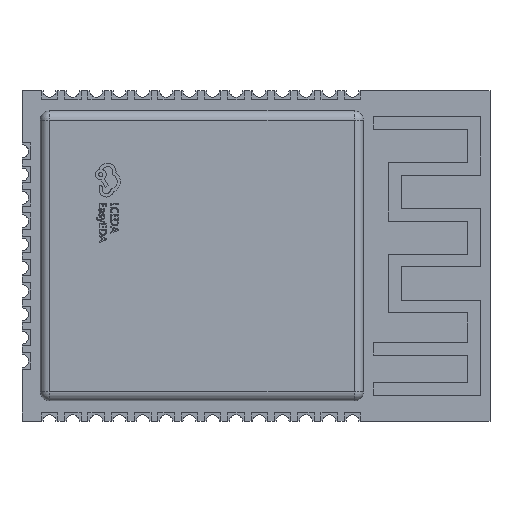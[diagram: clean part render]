
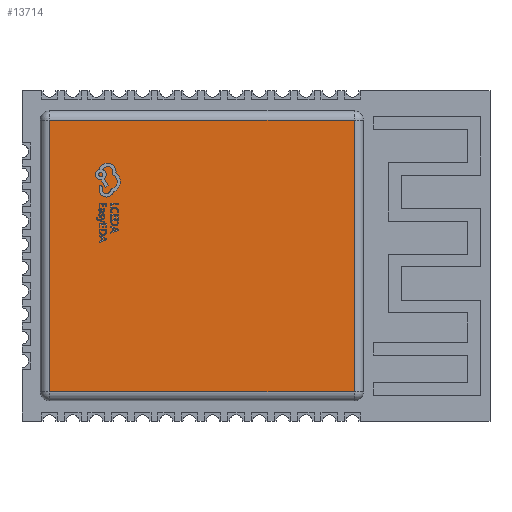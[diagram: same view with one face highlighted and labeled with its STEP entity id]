
A CAD part, top view. The second image highlights one B-rep face of the part: STEP entity #13714.
In plain terms, the highlighted planar face has unit normal (0, 0, 1).
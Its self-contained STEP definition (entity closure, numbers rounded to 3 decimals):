
#2675 = DIRECTION ( 'NONE',  ( 0., 1., 0. ) ) ;
#3195 = CARTESIAN_POINT ( 'NONE',  ( 5.35, -7.4, 3.1 ) ) ;
#3619 = ORIENTED_EDGE ( 'NONE', *, *, #17035, .T. ) ;
#4210 = DIRECTION ( 'NONE',  ( 1., 0., 0. ) ) ;
#4606 = EDGE_CURVE ( 'NONE', #22354, #5338, #11790, .T. ) ;
#4933 = VERTEX_POINT ( 'NONE', #6385 ) ;
#5338 = VERTEX_POINT ( 'NONE', #13923 ) ;
#5814 = EDGE_CURVE ( 'NONE', #4933, #22354, #20021, .T. ) ;
#6385 = CARTESIAN_POINT ( 'NONE',  ( 5.35, 7.4, 3.1 ) ) ;
#6430 = ORIENTED_EDGE ( 'NONE', *, *, #4606, .T. ) ;
#8151 = VECTOR ( 'NONE', #2675, 1000. ) ;
#8397 = CARTESIAN_POINT ( 'NONE',  ( 5.35, 7.9, 3.1 ) ) ;
#8809 = DIRECTION ( 'NONE',  ( -1., 0., 0. ) ) ;
#10088 = LINE ( 'NONE', #8397, #8151 ) ;
#10486 = FACE_OUTER_BOUND ( 'NONE', #21682, .T. ) ;
#11034 = VECTOR ( 'NONE', #4210, 1000. ) ;
#11199 = PLANE ( 'NONE',  #16073 ) ;
#11281 = CARTESIAN_POINT ( 'NONE',  ( 5.85, -7.4, 3.1 ) ) ;
#11406 = LINE ( 'NONE', #11281, #11034 ) ;
#11758 = EDGE_CURVE ( 'NONE', #5338, #13615, #11406, .T. ) ;
#11790 = LINE ( 'NONE', #22867, #16719 ) ;
#12586 = CARTESIAN_POINT ( 'NONE',  ( 0., 0., 3.1 ) ) ;
#13160 = DIRECTION ( 'NONE',  ( 1., 0., 0. ) ) ;
#13615 = VERTEX_POINT ( 'NONE', #3195 ) ;
#13714 = ADVANCED_FACE ( 'NONE', ( #10486 ), #11199, .T. ) ;
#13923 = CARTESIAN_POINT ( 'NONE',  ( -11.25, -7.4, 3.1 ) ) ;
#14739 = CARTESIAN_POINT ( 'NONE',  ( -11.25, 7.4, 3.1 ) ) ;
#15091 = VECTOR ( 'NONE', #8809, 1000. ) ;
#16073 = AXIS2_PLACEMENT_3D ( 'NONE', #12586, #20135, #13160 ) ;
#16719 = VECTOR ( 'NONE', #21523, 1000. ) ;
#17035 = EDGE_CURVE ( 'NONE', #13615, #4933, #10088, .T. ) ;
#19202 = ORIENTED_EDGE ( 'NONE', *, *, #5814, .T. ) ;
#19345 = ORIENTED_EDGE ( 'NONE', *, *, #11758, .T. ) ;
#20021 = LINE ( 'NONE', #20161, #15091 ) ;
#20135 = DIRECTION ( 'NONE',  ( 0., 0., 1. ) ) ;
#20161 = CARTESIAN_POINT ( 'NONE',  ( -11.75, 7.4, 3.1 ) ) ;
#21523 = DIRECTION ( 'NONE',  ( 0., -1., 0. ) ) ;
#21682 = EDGE_LOOP ( 'NONE', ( #3619, #19202, #6430, #19345 ) ) ;
#22354 = VERTEX_POINT ( 'NONE', #14739 ) ;
#22867 = CARTESIAN_POINT ( 'NONE',  ( -11.25, -7.9, 3.1 ) ) ;
